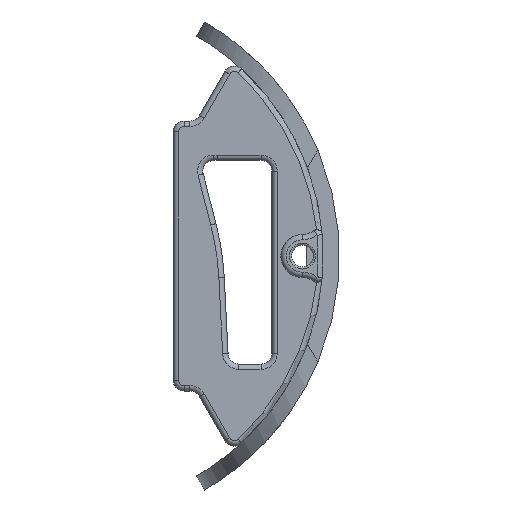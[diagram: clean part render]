
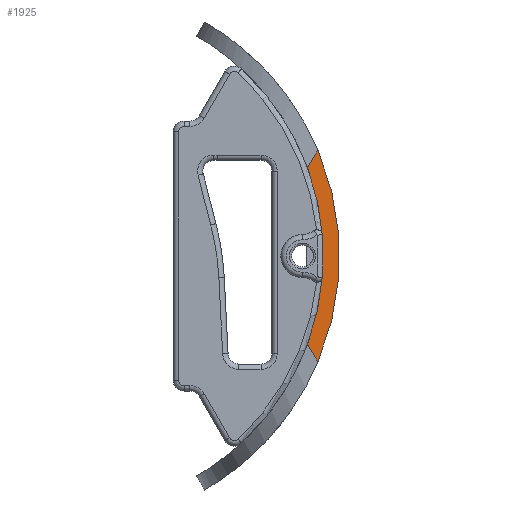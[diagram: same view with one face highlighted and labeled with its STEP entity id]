
A CAD part, left-side view. The second image highlights one B-rep face of the part: STEP entity #1925.
In plain terms, the highlighted planar face has unit normal (-1, 0, 0).
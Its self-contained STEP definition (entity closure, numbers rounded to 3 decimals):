
#106=PLANE('',#2197);
#240=CIRCLE('',#2183,23.5);
#244=CIRCLE('',#2198,25.);
#361=FACE_OUTER_BOUND('',#488,.T.);
#488=EDGE_LOOP('',(#1733,#1734,#1735,#1736));
#595=LINE('',#4725,#703);
#599=LINE('',#4768,#707);
#703=VECTOR('',#2788,1000.);
#707=VECTOR('',#2796,1000.);
#892=VERTEX_POINT('',#4474);
#893=VERTEX_POINT('',#4491);
#909=VERTEX_POINT('',#4724);
#912=VERTEX_POINT('',#4747);
#1160=EDGE_CURVE('',#892,#893,#240,.T.);
#1184=EDGE_CURVE('',#909,#893,#595,.T.);
#1190=EDGE_CURVE('',#892,#912,#599,.T.);
#1191=EDGE_CURVE('',#909,#912,#244,.T.);
#1733=ORIENTED_EDGE('',*,*,#1184,.T.);
#1734=ORIENTED_EDGE('',*,*,#1160,.F.);
#1735=ORIENTED_EDGE('',*,*,#1190,.T.);
#1736=ORIENTED_EDGE('',*,*,#1191,.F.);
#1925=ADVANCED_FACE('',(#361),#106,.F.);
#2183=AXIS2_PLACEMENT_3D('',#4492,#2755,#2756);
#2197=AXIS2_PLACEMENT_3D('',#4769,#2797,#2798);
#2198=AXIS2_PLACEMENT_3D('',#4770,#2799,#2800);
#2755=DIRECTION('center_axis',(-1.,0.,0.));
#2756=DIRECTION('ref_axis',(0.,-1.,0.));
#2788=DIRECTION('',(0.,0.5,-0.866));
#2796=DIRECTION('',(0.,-0.5,-0.866));
#2797=DIRECTION('center_axis',(1.,0.,0.));
#2798=DIRECTION('ref_axis',(0.,-1.,0.));
#2799=DIRECTION('center_axis',(1.,0.,0.));
#2800=DIRECTION('ref_axis',(0.,-1.,0.));
#4474=CARTESIAN_POINT('',(65.437,-6.536,0.681));
#4491=CARTESIAN_POINT('',(65.437,-6.535,17.014));
#4492=CARTESIAN_POINT('Origin',(65.437,15.5,8.846));
#4724=CARTESIAN_POINT('',(65.437,-7.49,18.669));
#4725=CARTESIAN_POINT('',(65.437,-1.241,7.844));
#4747=CARTESIAN_POINT('',(65.437,-7.491,-0.973));
#4768=CARTESIAN_POINT('',(65.437,-1.24,9.852));
#4769=CARTESIAN_POINT('Origin',(65.437,15.5,8.846));
#4770=CARTESIAN_POINT('Origin',(65.437,15.5,8.846));
